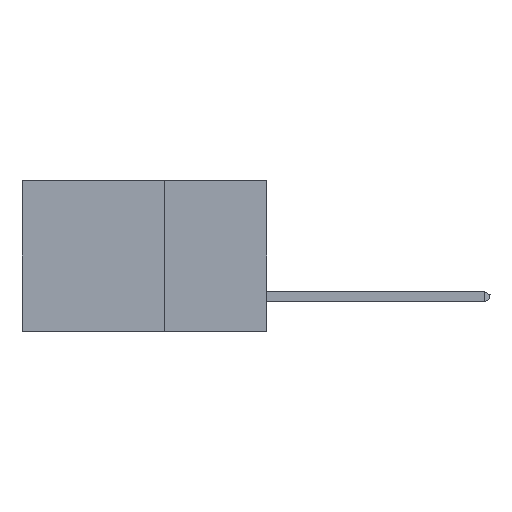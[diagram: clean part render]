
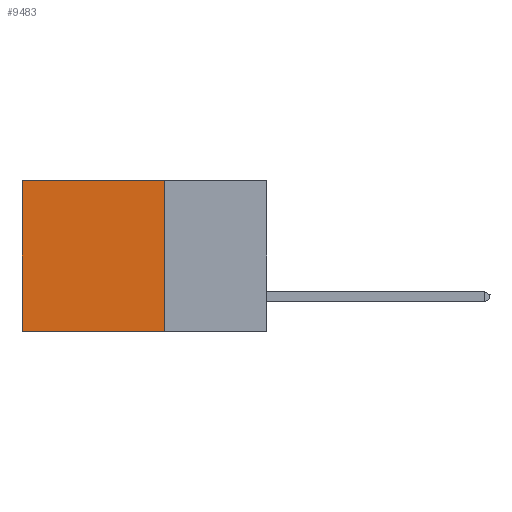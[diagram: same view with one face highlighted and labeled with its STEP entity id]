
A CAD part, left-side view. The second image highlights one B-rep face of the part: STEP entity #9483.
In plain terms, the highlighted planar face has unit normal (-1, 0, 0).
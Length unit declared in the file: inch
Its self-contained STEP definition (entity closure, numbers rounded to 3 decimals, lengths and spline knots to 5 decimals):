
#680 = VERTEX_POINT ( 'NONE', #11175 ) ;
#845 = CARTESIAN_POINT ( 'NONE',  ( 0.2875, 0.25, 0. ) ) ;
#1087 = DIRECTION ( 'NONE',  ( 0., 1., 0. ) ) ;
#1690 = ORIENTED_EDGE ( 'NONE', *, *, #11334, .T. ) ;
#1781 = LINE ( 'NONE', #6873, #23085 ) ;
#2354 = ORIENTED_EDGE ( 'NONE', *, *, #28187, .F. ) ;
#5026 = ORIENTED_EDGE ( 'NONE', *, *, #20328, .F. ) ;
#5138 = LINE ( 'NONE', #27901, #7100 ) ;
#6680 = LINE ( 'NONE', #29134, #11733 ) ;
#6873 = CARTESIAN_POINT ( 'NONE',  ( 0.2875, 0.6, 0. ) ) ;
#7100 = VECTOR ( 'NONE', #1087, 39.37008 ) ;
#7253 = CARTESIAN_POINT ( 'NONE',  ( 0.2875, 0.25, 0. ) ) ;
#7285 = VERTEX_POINT ( 'NONE', #28840 ) ;
#7498 = VERTEX_POINT ( 'NONE', #16106 ) ;
#8432 = LINE ( 'NONE', #28648, #28186 ) ;
#8622 = DIRECTION ( 'NONE',  ( 0., 0., -1. ) ) ;
#9483 = ADVANCED_FACE ( 'NONE', ( #12369 ), #11938, .F. ) ;
#11175 = CARTESIAN_POINT ( 'NONE',  ( 0.2875, 0.6, -0.37 ) ) ;
#11334 = EDGE_CURVE ( 'NONE', #29584, #7285, #8432, .T. ) ;
#11733 = VECTOR ( 'NONE', #8622, 39.37008 ) ;
#11938 = PLANE ( 'NONE',  #14241 ) ;
#12369 = FACE_OUTER_BOUND ( 'NONE', #13157, .T. ) ;
#13157 = EDGE_LOOP ( 'NONE', ( #25640, #2354, #5026, #1690 ) ) ;
#14241 = AXIS2_PLACEMENT_3D ( 'NONE', #845, #21508, #14770 ) ;
#14770 = DIRECTION ( 'NONE',  ( 0., 0., -1. ) ) ;
#16106 = CARTESIAN_POINT ( 'NONE',  ( 0.2875, 0.25, -0.37 ) ) ;
#17433 = DIRECTION ( 'NONE',  ( 0., 1., 0. ) ) ;
#18293 = EDGE_CURVE ( 'NONE', #7285, #680, #1781, .T. ) ;
#20328 = EDGE_CURVE ( 'NONE', #29584, #7498, #6680, .T. ) ;
#21508 = DIRECTION ( 'NONE',  ( 1., 0., 0. ) ) ;
#23085 = VECTOR ( 'NONE', #29173, 39.37008 ) ;
#25640 = ORIENTED_EDGE ( 'NONE', *, *, #18293, .T. ) ;
#27901 = CARTESIAN_POINT ( 'NONE',  ( 0.2875, 0.25, -0.37 ) ) ;
#28186 = VECTOR ( 'NONE', #17433, 39.37008 ) ;
#28187 = EDGE_CURVE ( 'NONE', #7498, #680, #5138, .T. ) ;
#28648 = CARTESIAN_POINT ( 'NONE',  ( 0.2875, 0.25, 0. ) ) ;
#28840 = CARTESIAN_POINT ( 'NONE',  ( 0.2875, 0.6, 0. ) ) ;
#29134 = CARTESIAN_POINT ( 'NONE',  ( 0.2875, 0.25, 0. ) ) ;
#29173 = DIRECTION ( 'NONE',  ( 0., 0., -1. ) ) ;
#29584 = VERTEX_POINT ( 'NONE', #7253 ) ;
